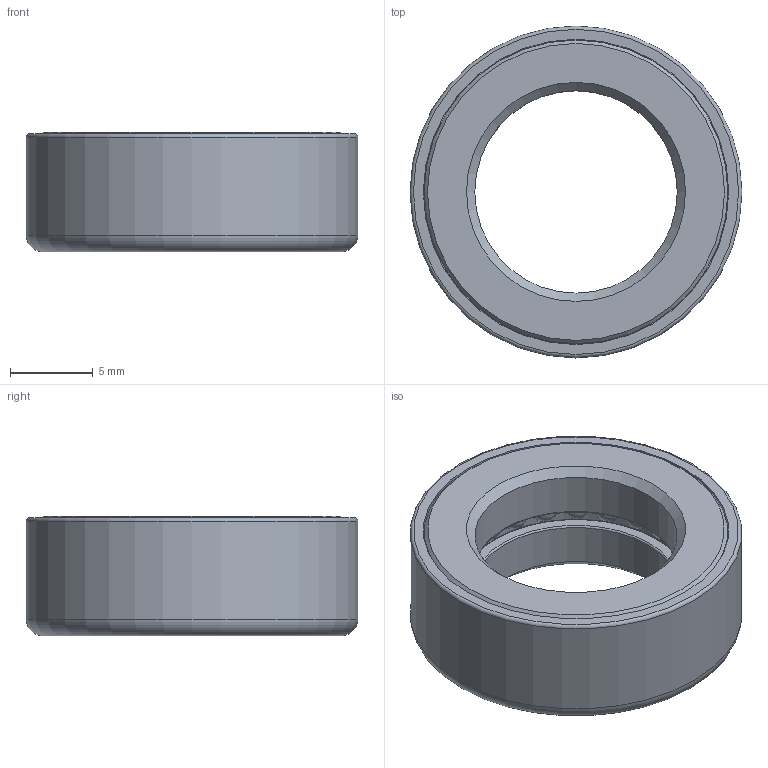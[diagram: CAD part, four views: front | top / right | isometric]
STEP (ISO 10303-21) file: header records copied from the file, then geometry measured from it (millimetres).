
FILE_DESCRIPTION (( 'STEP AP203' ), '1' );
FILE_NAME ('400-12.step', '2020-05-18T09:38:57', ( '' ), ( '' ), 'SwSTEP 2.0', 'SolidWorks 2015', '' );
FILE_SCHEMA (( 'CONFIG_CONTROL_DESIGN' ));
Length unit declared in the file: millimetre
Products named in the file (1): 400-12
Bounding box: 20 x 20 x 7.2 mm (x, y, z)
Volume: 1001.7 mm3; surface area: 2720.4 mm2
Topology: 26 solids, 26 shells, 49 faces, 119 edges, 78 vertices
Faces by surface type: sphere 24, plane 8, cylinder 8, torus 6, cone 3
Full cylindrical faces by diameter (mm): 12.2 x2, 13.8 x2, 16.7 x1, 18.3 x1, 18.4 x1, 20 x1
Entity records: 779 total; most frequent: DIRECTION 150, CARTESIAN_POINT 100, AXIS2_PLACEMENT_3D 75, ORIENTED_EDGE 50, EDGE_LOOP 50, ADVANCED_FACE 49, FACE_OUTER_BOUND 39, MANIFOLD_SOLID_BREP 26
